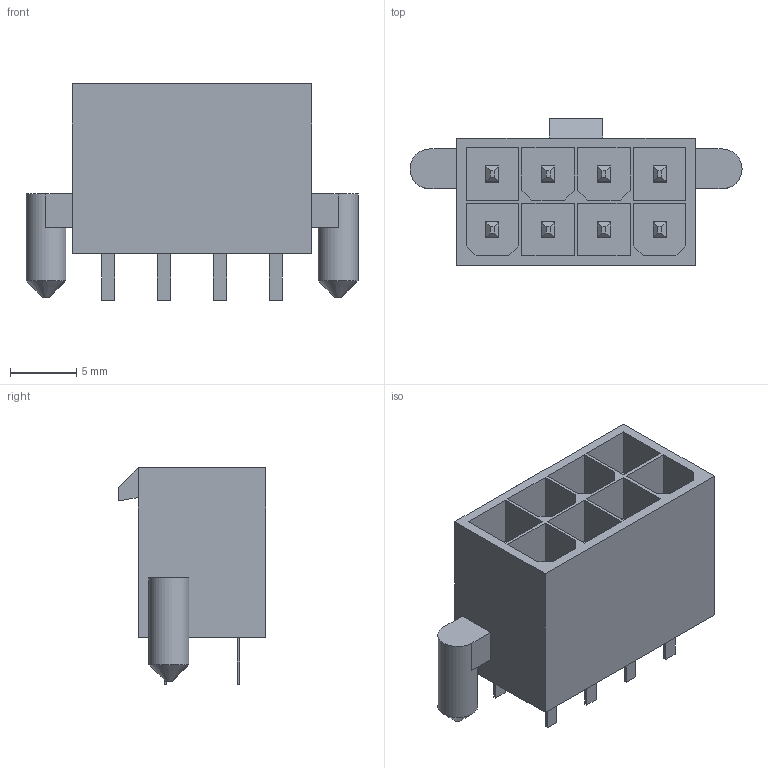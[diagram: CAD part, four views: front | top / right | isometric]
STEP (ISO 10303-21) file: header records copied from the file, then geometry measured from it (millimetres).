
FILE_DESCRIPTION(('HOOPS Exchange Step'),'2;1');
FILE_NAME('export-28A5205E-6A63-4F8E-A893-33F279B9CAE2.stp','2022-10-01T08:41:11-07:00',('Daxxn'),('Alibre'),'HOOPS Exchange 2022.0','Alibre','Unknown authorisation');
FILE_SCHEMA( ('AP242_MANAGED_MODEL_BASED_3D_ENGINEERING_MIM_LF {1 0 10303 442 1 1 4 }') );
Length unit declared in the file: centimetre
Products named in the file (1): MOLEX-8-MINI-FIT-JR-Mount
Bounding box: 25 x 11.1 x 16.3 mm (x, y, z)
Volume: 962.6 mm3; surface area: 3100.4 mm2
Topology: 1 solids, 1 shells, 185 faces, 437 edges, 280 vertices
Faces by surface type: plane 181, cone 2, cylinder 2
Full cylindrical faces by diameter (mm): 3 x2
Entity records: 5281 total; most frequent: CARTESIAN_POINT 904, ORIENTED_EDGE 874, DIRECTION 823, EDGE_CURVE 437, VECTOR 425, LINE 425, VERTEX_POINT 280, EDGE_LOOP 211
